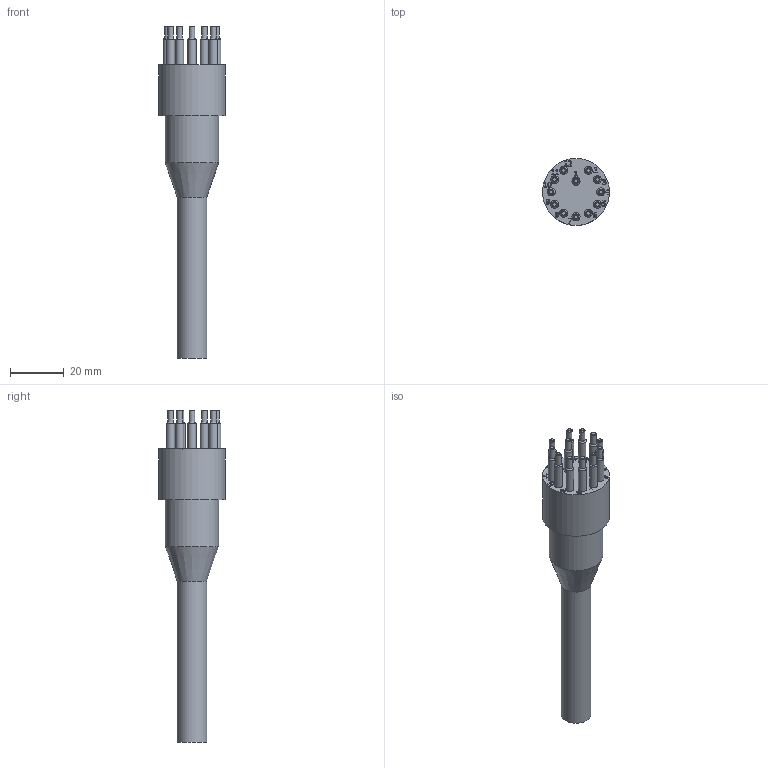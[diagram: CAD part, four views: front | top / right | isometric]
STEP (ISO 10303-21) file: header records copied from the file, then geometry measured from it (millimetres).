
FILE_DESCRIPTION(/* description */ (''),/* implementation_level */ '2;1');
FILE_NAME(/* name */ 'MCIL12M.stp',/* time_stamp */ '2014-11-26T09:33:31+01:00',/* author */ ('sh'),/* organization */ (''),/* preprocessor_version */ 'ST-DEVELOPER v15.2',/* originating_system */ 'Autodesk Inventor 2014',/* authorisation */ '');
FILE_SCHEMA (('AUTOMOTIVE_DESIGN { 1 0 10303 214 3 1 1 }'));
Length unit declared in the file: millimetre
Products named in the file (1): MCIL12M
Bounding box: 25 x 25 x 124 mm (x, y, z)
Volume: 24049.1 mm3; surface area: 7528.7 mm2
Topology: 1 solids, 1 shells, 320 faces, 816 edges, 532 vertices
Faces by surface type: plane 140, bspline 128, cylinder 27, cone 25
Full cylindrical faces by diameter (mm): 2 x12, 3 x12, 11 x1, 20 x1, 25 x1
Entity records: 10438 total; most frequent: CARTESIAN_POINT 3661, ORIENTED_EDGE 1524, DIRECTION 958, EDGE_CURVE 762, VERTEX_POINT 530, LINE 440, VECTOR 440, EDGE_LOOP 406
